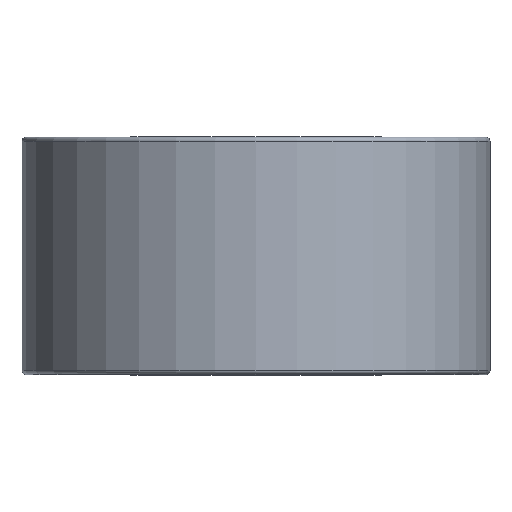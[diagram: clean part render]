
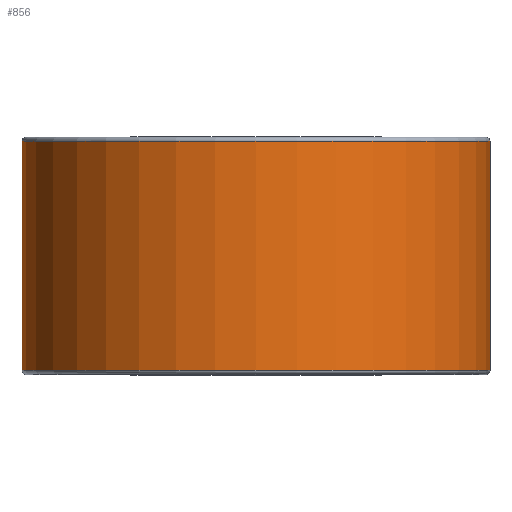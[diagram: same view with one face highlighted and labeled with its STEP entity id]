
A CAD part, top view. The second image highlights one B-rep face of the part: STEP entity #856.
In plain terms, the highlighted cylindrical face has radius 14.275 mm (diameter 28.55 mm), a full revolution.
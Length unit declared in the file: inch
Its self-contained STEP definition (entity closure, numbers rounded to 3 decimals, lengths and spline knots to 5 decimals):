
#115=CYLINDRICAL_SURFACE('',#969,0.562);
#142=FACE_BOUND('',#269,.T.);
#189=FACE_OUTER_BOUND('',#268,.T.);
#268=EDGE_LOOP('',(#662));
#269=EDGE_LOOP('',(#663));
#346=CIRCLE('',#934,0.562);
#361=CIRCLE('',#962,0.562);
#422=VERTEX_POINT('',#1414);
#437=VERTEX_POINT('',#1469);
#498=EDGE_CURVE('',#422,#422,#346,.T.);
#525=EDGE_CURVE('',#437,#437,#361,.T.);
#662=ORIENTED_EDGE('',*,*,#498,.T.);
#663=ORIENTED_EDGE('',*,*,#525,.T.);
#856=ADVANCED_FACE('',(#189,#142),#115,.T.);
#934=AXIS2_PLACEMENT_3D('',#1415,#1120,#1121);
#962=AXIS2_PLACEMENT_3D('',#1470,#1188,#1189);
#969=AXIS2_PLACEMENT_3D('',#1477,#1202,#1203);
#1120=DIRECTION('center_axis',(0.,-1.,0.));
#1121=DIRECTION('ref_axis',(0.,0.,1.));
#1188=DIRECTION('center_axis',(0.,1.,0.));
#1189=DIRECTION('ref_axis',(0.,0.,1.));
#1202=DIRECTION('center_axis',(0.,-1.,0.));
#1203=DIRECTION('ref_axis',(0.,0.,-1.));
#1414=CARTESIAN_POINT('',(0.,0.56,0.562));
#1415=CARTESIAN_POINT('Origin',(0.,0.56,0.));
#1469=CARTESIAN_POINT('',(0.,0.01,0.562));
#1470=CARTESIAN_POINT('Origin',(0.,0.01,0.));
#1477=CARTESIAN_POINT('Origin',(0.,0.57,0.));
